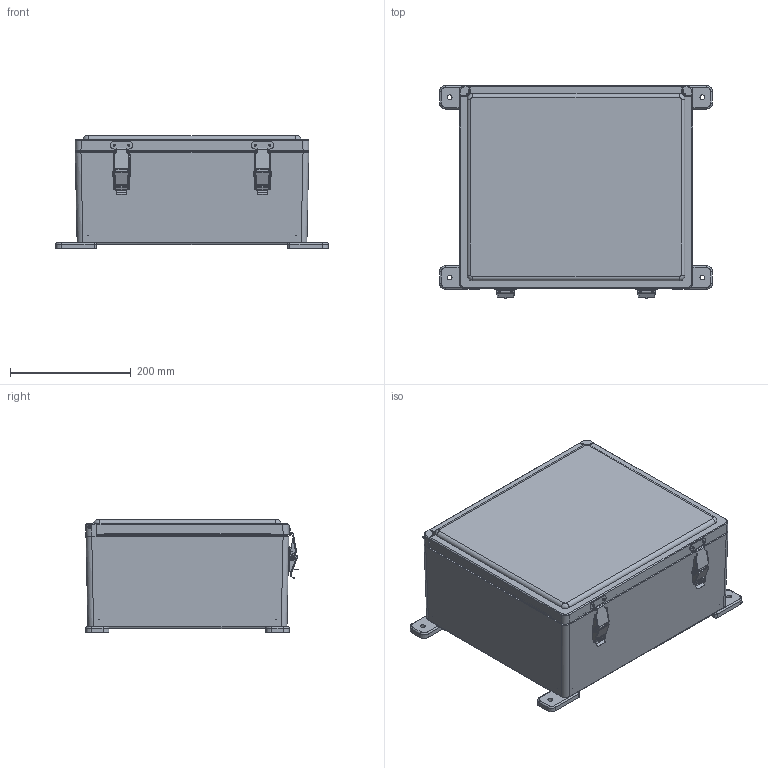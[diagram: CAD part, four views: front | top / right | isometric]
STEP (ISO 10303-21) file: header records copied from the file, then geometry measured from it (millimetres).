
FILE_DESCRIPTION (( 'STEP AP214' ), '1' );
FILE_NAME ('CE1513HPL.STEP', '2018-11-08T22:36:14', ( '' ), ( '' ), 'SwSTEP 2.0', 'SolidWorks 2018', '' );
FILE_SCHEMA (( 'AUTOMOTIVE_DESIGN' ));
Length unit declared in the file: inch
Products named in the file (1): CE1513HPL
Bounding box: 451.68 x 352.37 x 186.53 mm (x, y, z)
Volume: 2360642 mm3; surface area: 1137064.4 mm2
Topology: 47 solids, 47 shells, 1796 faces, 4387 edges, 2738 vertices
Faces by surface type: plane 795, cylinder 592, bspline 230, cone 171, torus 8
Full cylindrical faces by diameter (mm): 2.438 x2, 2.64 x8, 2.896 x2, 3.048 x2, 3.175 x10, 3.226 x2, 3.3 x4, 3.302 x4, 3.429 x18, 3.556 x8, 3.969 x2, 4.039 x6, 4.306 x4, 4.623 x4, 4.7 x1, 4.763 x4, 5.08 x4, 5.556 x2, 5.808 x4, 5.84 x2, 6.858 x6, 7.1 x2, 7.144 x6, 7.6 x1, 7.62 x4, 7.937 x4, 7.95 x4, 8.255 x2, 8.738 x4, 9.525 x4
Entity records: 85958 total; most frequent: CARTESIAN_POINT 21731, ORIENTED_EDGE 8286, DIRECTION 8081, EDGE_CURVE 4143, AXIS2_PLACEMENT_3D 2942, VERTEX_POINT 2683, LINE 2197, VECTOR 2197
